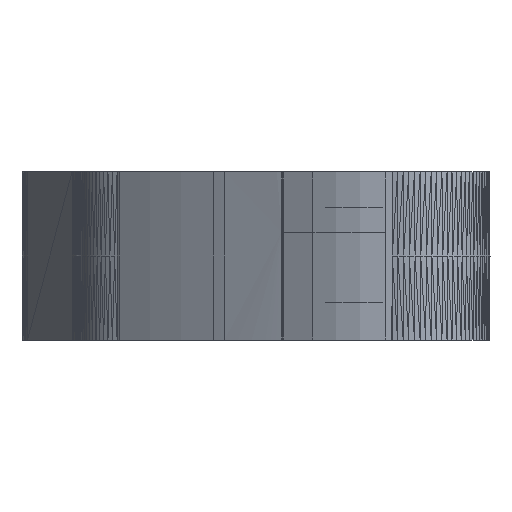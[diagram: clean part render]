
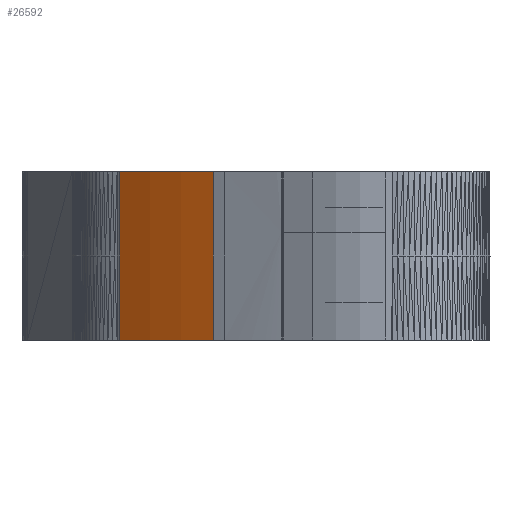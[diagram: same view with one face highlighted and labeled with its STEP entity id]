
A CAD part, left-side view. The second image highlights one B-rep face of the part: STEP entity #26592.
In plain terms, the highlighted cylindrical face has radius 506 mm (diameter 1012 mm), a partial arc.
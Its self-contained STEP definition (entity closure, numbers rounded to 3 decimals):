
#29=CYLINDRICAL_SURFACE('',#28997,506.);
#43=CIRCLE('',#28849,506.);
#57=CIRCLE('',#28870,506.);
#298=FACE_OUTER_BOUND('',#2606,.T.);
#2606=EDGE_LOOP('',(#17416,#17417,#17418,#17419));
#5068=LINE('',#40502,#8569);
#5070=LINE('',#40505,#8571);
#8569=VECTOR('',#31890,10.);
#8571=VECTOR('',#31894,506.);
#11928=VERTEX_POINT('',#40001);
#11929=VERTEX_POINT('',#40003);
#11962=VERTEX_POINT('',#40168);
#11963=VERTEX_POINT('',#40170);
#13325=EDGE_CURVE('',#11929,#11928,#43,.T.);
#13371=EDGE_CURVE('',#11963,#11962,#57,.T.);
#13537=EDGE_CURVE('',#11929,#11962,#5068,.T.);
#13539=EDGE_CURVE('',#11928,#11963,#5070,.T.);
#17416=ORIENTED_EDGE('',*,*,#13537,.F.);
#17417=ORIENTED_EDGE('',*,*,#13325,.T.);
#17418=ORIENTED_EDGE('',*,*,#13539,.T.);
#17419=ORIENTED_EDGE('',*,*,#13371,.T.);
#26592=ADVANCED_FACE('',(#298),#29,.T.);
#28849=AXIS2_PLACEMENT_3D('',#40004,#31490,#31491);
#28870=AXIS2_PLACEMENT_3D('',#40171,#31564,#31565);
#28997=AXIS2_PLACEMENT_3D('',#40516,#31911,#31912);
#31490=DIRECTION('center_axis',(0.,0.,1.));
#31491=DIRECTION('ref_axis',(-0.844,0.537,0.));
#31564=DIRECTION('center_axis',(0.,0.,-1.));
#31565=DIRECTION('ref_axis',(-0.844,0.537,0.));
#31890=DIRECTION('',(0.,0.,1.));
#31894=DIRECTION('',(0.,0.,1.));
#31911=DIRECTION('center_axis',(0.,0.,-1.));
#31912=DIRECTION('ref_axis',(-0.844,0.537,0.));
#40001=CARTESIAN_POINT('',(-432.113,-85.486,-53.));
#40003=CARTESIAN_POINT('',(-388.342,-26.59,-53.));
#40004=CARTESIAN_POINT('Origin',(-5.172,-357.07,-53.));
#40168=CARTESIAN_POINT('',(-388.342,-26.59,53.));
#40170=CARTESIAN_POINT('',(-432.113,-85.486,53.));
#40171=CARTESIAN_POINT('Origin',(-5.172,-357.07,53.));
#40502=CARTESIAN_POINT('',(-388.342,-26.59,-53.));
#40505=CARTESIAN_POINT('',(-432.113,-85.486,-53.));
#40516=CARTESIAN_POINT('Origin',(-5.172,-357.07,-53.));
